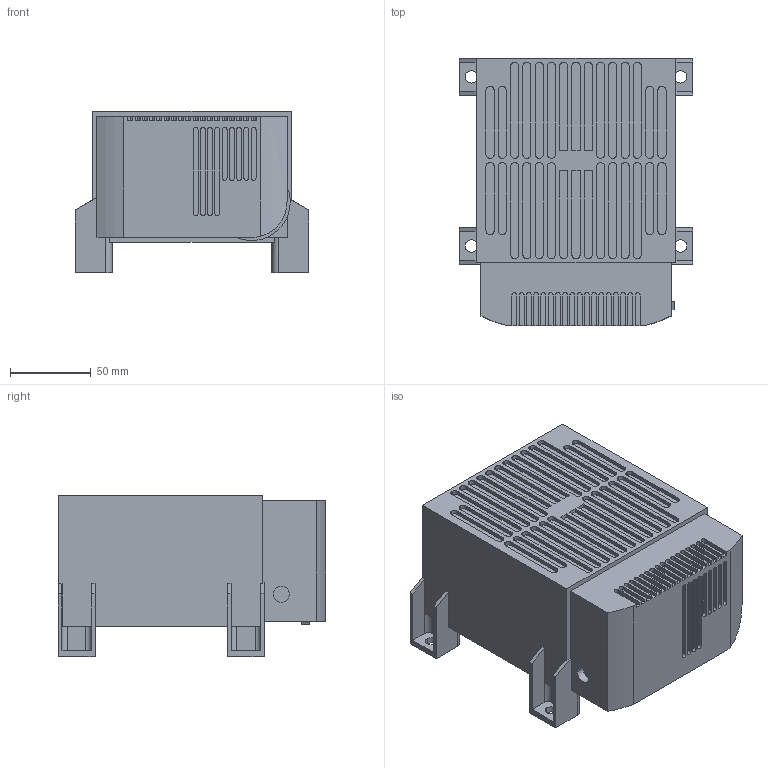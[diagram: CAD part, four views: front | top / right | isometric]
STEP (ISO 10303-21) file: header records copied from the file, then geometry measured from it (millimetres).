
FILE_DESCRIPTION (( 'STEP AP203' ), '1' );
FILE_NAME ('030921-17_Default.step', '2022-07-14T12:28:48', ( 'Windows User' ), ( '' ), 'SwSTEP 2.0', 'SolidWorks 2021', '' );
FILE_SCHEMA (( 'CONFIG_CONTROL_DESIGN' ));
Length unit declared in the file: inch
Products named in the file (1): 030921-17_Default
Bounding box: 145 x 166 x 100 mm (x, y, z)
Volume: 1382983 mm3; surface area: 154906.2 mm2
Topology: 1 solids, 1 shells, 703 faces, 2100 edges, 1400 vertices
Faces by surface type: plane 474, cylinder 229
Entity records: 24153 total; most frequent: CARTESIAN_POINT 4317, ORIENTED_EDGE 4200, DIRECTION 4160, EDGE_CURVE 2100, VERTEX_POINT 1400, AXIS2_PLACEMENT_3D 1387, LINE 1386, VECTOR 1386
